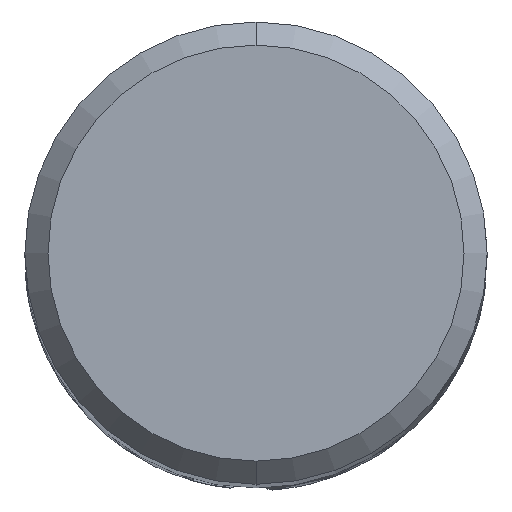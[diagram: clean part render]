
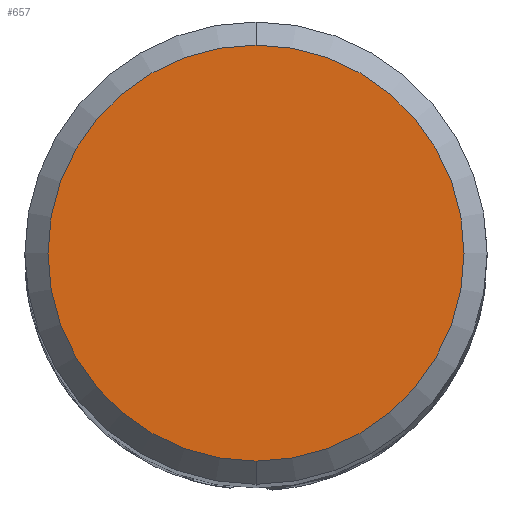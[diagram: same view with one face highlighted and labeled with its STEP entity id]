
A CAD part, top view. The second image highlights one B-rep face of the part: STEP entity #657.
In plain terms, the highlighted planar face has unit normal (0, 0, 1).
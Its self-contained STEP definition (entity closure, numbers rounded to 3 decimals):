
#657=ADVANCED_FACE('',(#1768),#1769,.T.);
#777=EDGE_CURVE('',#1553,#1567,#1897,.T.);
#1067=EDGE_CURVE('',#1567,#1553,#2212,.T.);
#1553=VERTEX_POINT('',#2742);
#1567=VERTEX_POINT('',#2758);
#1768=FACE_OUTER_BOUND('',#3616,.T.);
#1769=PLANE('',#3617);
#1897=CIRCLE('',#4434,3.6);
#2212=CIRCLE('',#6237,3.6);
#2742=CARTESIAN_POINT('',(0.,-3.6,0.0));
#2758=CARTESIAN_POINT('',(0.0,3.6,0.0));
#3616=EDGE_LOOP('',(#11141,#11142));
#3617=AXIS2_PLACEMENT_3D('',#11143,#11144,#11145);
#4434=AXIS2_PLACEMENT_3D('',#11259,#11260,#11261);
#6237=AXIS2_PLACEMENT_3D('',#11560,#11561,#11562);
#11141=ORIENTED_EDGE('',*,*,#1067,.F.);
#11142=ORIENTED_EDGE('',*,*,#777,.F.);
#11143=CARTESIAN_POINT('',(0.0,1.8,0.0));
#11144=DIRECTION('',(-0.0,0.0,1.0));
#11145=DIRECTION('',(0.0,-1.0,0.0));
#11259=CARTESIAN_POINT('',(0.0,0.0,0.0));
#11260=DIRECTION('',(0.0,0.0,-1.0));
#11261=DIRECTION('',(0.0,1.0,0.0));
#11560=CARTESIAN_POINT('',(0.0,0.0,0.0));
#11561=DIRECTION('',(0.0,0.0,-1.0));
#11562=DIRECTION('',(0.0,1.0,0.0));
